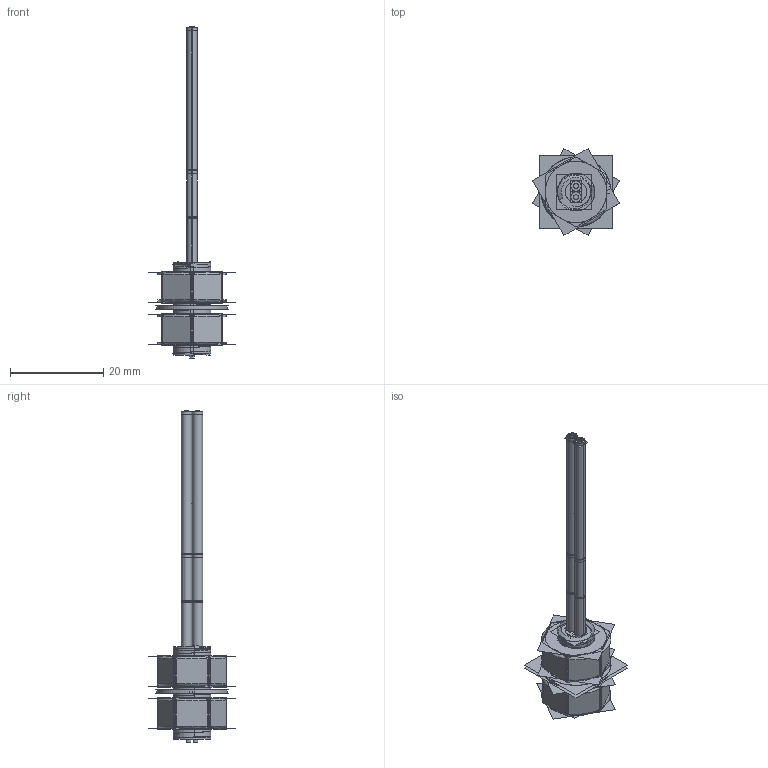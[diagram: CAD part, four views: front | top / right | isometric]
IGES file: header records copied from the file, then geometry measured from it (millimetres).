
Start section:  PTC IGES file: 193384.igs
Global section: file name: 193384.igs; native system: Creo Parametric by Parametric Technology Corporation; preprocessor: 2013230; author: pdmadmin; organization: Unknown; date: 20160303.151837; units: millimetre
Bounding box: 18.67 x 18.58 x 71.05 mm (x, y, z)
Volume: 2395 mm3; surface area: 36196.7 mm2
Topology: 8 solids, 12 shells, 396 faces, 2146 edges, 2801 vertices
Faces by surface type: revolution 268, bspline 128
